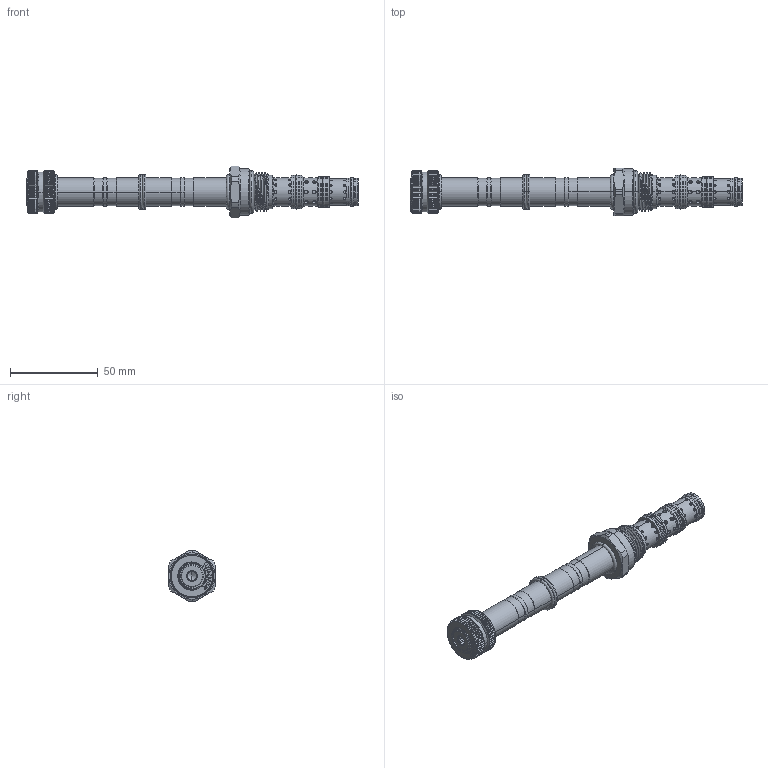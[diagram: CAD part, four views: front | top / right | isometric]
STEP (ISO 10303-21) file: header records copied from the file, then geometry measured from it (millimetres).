
FILE_DESCRIPTION (( 'STEP AP203' ), '1' );
FILE_NAME ('ES10W4C23N04.STEP', '2020-04-10T01:51:16', ( '' ), ( '' ), 'SwSTEP 2.0', 'SolidWorks 2018', '' );
FILE_SCHEMA (( 'CONFIG_CONTROL_DESIGN' ));
Products named in the file (1): ES10W4C23N04
Bounding box: 189.45 x 27 x 29.6 mm (x, y, z)
Volume: 47540.3 mm3; surface area: 20323.6 mm2
Topology: 9 solids, 9 shells, 1372 faces, 3570 edges, 2259 vertices
Faces by surface type: cylinder 648, plane 451, cone 217, torus 42, bspline 14
Entity records: 50751 total; most frequent: CARTESIAN_POINT 18459, ORIENTED_EDGE 7136, DIRECTION 6244, EDGE_CURVE 3568, AXIS2_PLACEMENT_3D 2427, VERTEX_POINT 2259, EDGE_LOOP 1465, LINE 1390
